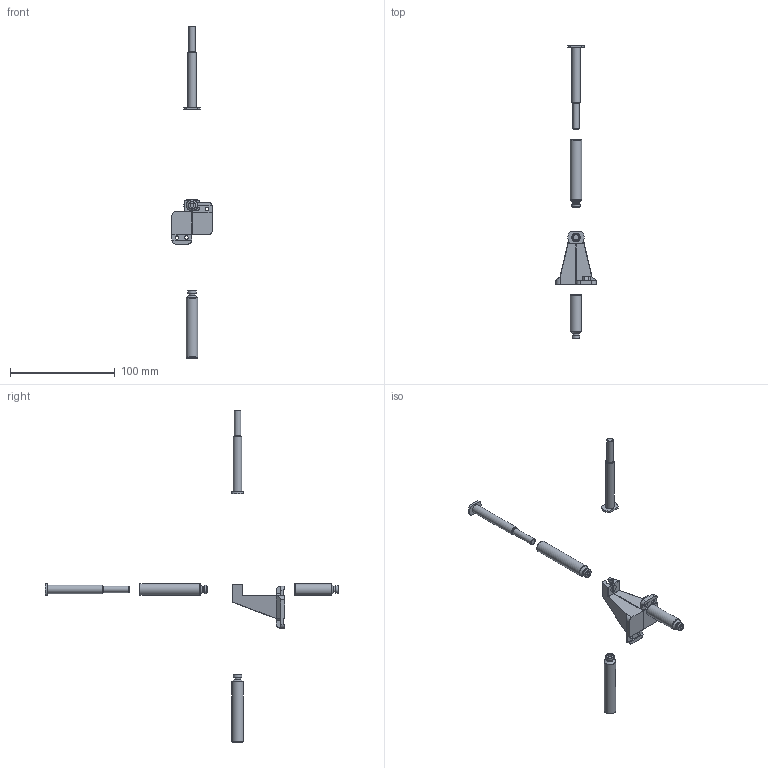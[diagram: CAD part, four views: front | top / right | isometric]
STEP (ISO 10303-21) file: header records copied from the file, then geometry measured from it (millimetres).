
FILE_DESCRIPTION(/* description */ (''),/* implementation_level */ '2;1');
FILE_NAME(/* name */ 'Fingers_Assembly_V-shape_Small-head.stp',/* time_stamp */ '2023-03-01T10:08:38+01:00',/* author */ ('HMGI'),/* organization */ (''),/* preprocessor_version */ 'ST-DEVELOPER v19',/* originating_system */ 'Autodesk Inventor 2023',/* authorisation */ '');
FILE_SCHEMA (('AUTOMOTIVE_DESIGN { 1 0 10303 214 3 1 1 }'));
Length unit declared in the file: millimetre
Products named in the file (6): Fingers_Assembly_V-shape_Small-head; Original_Finger_Right_V-shape_Small-head; Original_Finger_Left_V-shape_Small-head; Cartridge_3ml; Syringe; Short_Cartridge_3ml_for 3D Print
Assembly tree (7 placements, depth 2):
  Fingers_Assembly_V-shape_Small-head
    Original_Finger_Right_V-shape_Small-head
    Original_Finger_Left_V-shape_Small-head
    Cartridge_3ml  x2
    Syringe  x2
    Short_Cartridge_3ml_for 3D Print
Bounding box: 38.51 x 279.97 x 316.6 mm (x, y, z)
Volume: 27156.9 mm3; surface area: 23918.9 mm2
Topology: 7 solids, 7 shells, 239 faces, 594 edges, 373 vertices
Faces by surface type: cylinder 87, plane 83, torus 40, bspline 14, cone 11, sphere 4
Full cylindrical faces by diameter (mm): 3.3 x4, 3.55 x2, 5.7 x3, 6 x2, 7.15 x1, 8 x4, 8.95 x2, 10.95 x3
Entity records: 6851 total; most frequent: CARTESIAN_POINT 1434, DIRECTION 1181, ORIENTED_EDGE 1028, EDGE_CURVE 514, AXIS2_PLACEMENT_3D 462, VERTEX_POINT 320, LINE 257, VECTOR 257
